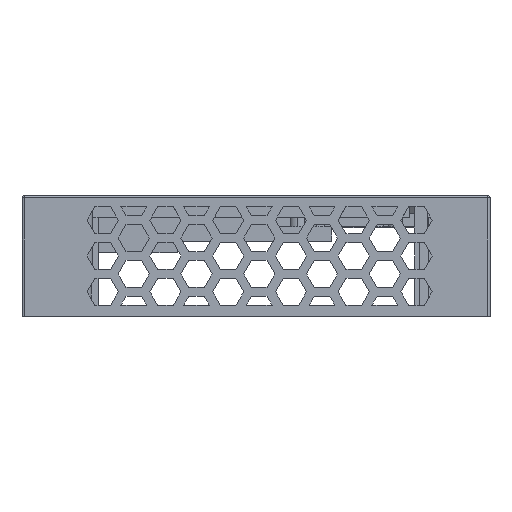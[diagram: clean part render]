
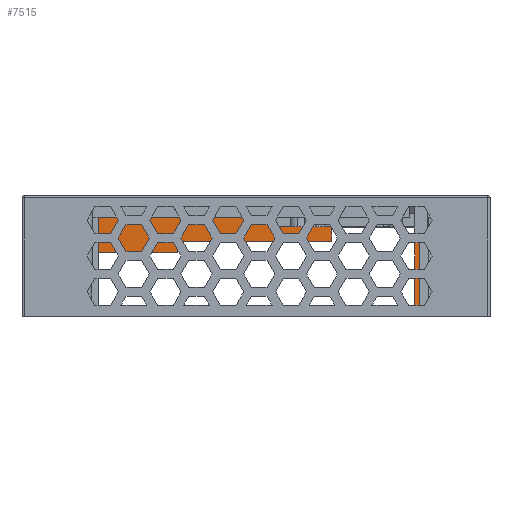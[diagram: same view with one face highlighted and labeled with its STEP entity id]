
A CAD part, left-side view. The second image highlights one B-rep face of the part: STEP entity #7515.
In plain terms, the highlighted planar face has unit normal (-1, 0, 0).
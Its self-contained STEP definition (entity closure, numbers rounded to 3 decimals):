
#224 = CARTESIAN_POINT ( 'NONE',  ( 41.2, 0., 25. ) ) ;
#362 = DIRECTION ( 'NONE',  ( 0., 0., 1. ) ) ;
#548 = EDGE_CURVE ( 'NONE', #602, #19132, #5941, .T. ) ;
#602 = VERTEX_POINT ( 'NONE', #18960 ) ;
#909 = CARTESIAN_POINT ( 'NONE',  ( 41.2, 43.2, 22. ) ) ;
#959 = DIRECTION ( 'NONE',  ( 0., 0., 1. ) ) ;
#1217 = VECTOR ( 'NONE', #20248, 1000. ) ;
#1316 = VERTEX_POINT ( 'NONE', #11538 ) ;
#1566 = EDGE_CURVE ( 'NONE', #21143, #22632, #17946, .T. ) ;
#1606 = VECTOR ( 'NONE', #8311, 1000. ) ;
#1882 = LINE ( 'NONE', #12716, #18184 ) ;
#1919 = VERTEX_POINT ( 'NONE', #21156 ) ;
#1953 = ORIENTED_EDGE ( 'NONE', *, *, #9422, .T. ) ;
#2064 = LINE ( 'NONE', #5521, #5405 ) ;
#2259 = VECTOR ( 'NONE', #12125, 1000. ) ;
#2289 = CARTESIAN_POINT ( 'NONE',  ( 41.2, -12.213, 25. ) ) ;
#2489 = DIRECTION ( 'NONE',  ( 0., 0., -1. ) ) ;
#2554 = CARTESIAN_POINT ( 'NONE',  ( 41.2, 0., 25. ) ) ;
#2638 = EDGE_CURVE ( 'NONE', #22104, #19277, #17398, .T. ) ;
#2760 = DIRECTION ( 'NONE',  ( 0., 0., 1. ) ) ;
#2843 = EDGE_CURVE ( 'NONE', #21219, #14601, #14177, .T. ) ;
#2959 = ORIENTED_EDGE ( 'NONE', *, *, #3592, .T. ) ;
#3340 = VERTEX_POINT ( 'NONE', #19767 ) ;
#3353 = CARTESIAN_POINT ( 'NONE',  ( 41.2, -3.9, 16.8 ) ) ;
#3409 = VECTOR ( 'NONE', #14907, 1000. ) ;
#3573 = EDGE_CURVE ( 'NONE', #19277, #21143, #21666, .T. ) ;
#3592 = EDGE_CURVE ( 'NONE', #3340, #4069, #6264, .T. ) ;
#3991 = VECTOR ( 'NONE', #13000, 1000. ) ;
#4069 = VERTEX_POINT ( 'NONE', #12484 ) ;
#4180 = CARTESIAN_POINT ( 'NONE',  ( 41.2, 48.1, 14.2 ) ) ;
#4215 = VERTEX_POINT ( 'NONE', #17881 ) ;
#4284 = ORIENTED_EDGE ( 'NONE', *, *, #1566, .F. ) ;
#4415 = CARTESIAN_POINT ( 'NONE',  ( 41.2, -22.4, 19.8 ) ) ;
#4427 = ORIENTED_EDGE ( 'NONE', *, *, #2843, .T. ) ;
#4484 = VECTOR ( 'NONE', #7262, 1000. ) ;
#4531 = VECTOR ( 'NONE', #20789, 1000. ) ;
#4795 = CARTESIAN_POINT ( 'NONE',  ( 41.2, -22.4, 0. ) ) ;
#4799 = ORIENTED_EDGE ( 'NONE', *, *, #2638, .F. ) ;
#4988 = CARTESIAN_POINT ( 'NONE',  ( 41.2, 48.1, 25. ) ) ;
#5086 = EDGE_CURVE ( 'NONE', #5315, #21219, #12990, .T. ) ;
#5315 = VERTEX_POINT ( 'NONE', #20711 ) ;
#5405 = VECTOR ( 'NONE', #10699, 1000. ) ;
#5521 = CARTESIAN_POINT ( 'NONE',  ( 41.2, 0., 22. ) ) ;
#5941 = LINE ( 'NONE', #21808, #21293 ) ;
#6082 = VERTEX_POINT ( 'NONE', #6827 ) ;
#6264 = LINE ( 'NONE', #18103, #7840 ) ;
#6635 = ORIENTED_EDGE ( 'NONE', *, *, #22404, .T. ) ;
#6726 = LINE ( 'NONE', #15132, #4531 ) ;
#6827 = CARTESIAN_POINT ( 'NONE',  ( 41.2, 40.2, 25. ) ) ;
#6867 = VECTOR ( 'NONE', #20525, 1000. ) ;
#7262 = DIRECTION ( 'NONE',  ( 0., 1., 0. ) ) ;
#7406 = EDGE_CURVE ( 'NONE', #3340, #602, #14201, .T. ) ;
#7515 = ADVANCED_FACE ( 'NONE', ( #11746 ), #10002, .T. ) ;
#7806 = ORIENTED_EDGE ( 'NONE', *, *, #13638, .F. ) ;
#7840 = VECTOR ( 'NONE', #959, 1000. ) ;
#7960 = DIRECTION ( 'NONE',  ( -1., 0., 0. ) ) ;
#8274 = CARTESIAN_POINT ( 'NONE',  ( 41.2, 0., 25. ) ) ;
#8311 = DIRECTION ( 'NONE',  ( 0., 1., 0. ) ) ;
#8667 = VECTOR ( 'NONE', #2489, 1000. ) ;
#8677 = CARTESIAN_POINT ( 'NONE',  ( 41.2, -3.9, 19.8 ) ) ;
#8758 = EDGE_CURVE ( 'NONE', #16591, #21251, #16924, .T. ) ;
#9133 = LINE ( 'NONE', #10540, #19970 ) ;
#9422 = EDGE_CURVE ( 'NONE', #4215, #19132, #22007, .T. ) ;
#9590 = CARTESIAN_POINT ( 'NONE',  ( 41.2, 43.2, 25. ) ) ;
#10002 = PLANE ( 'NONE',  #19086 ) ;
#10540 = CARTESIAN_POINT ( 'NONE',  ( 41.2, 48.1, -4.826 ) ) ;
#10699 = DIRECTION ( 'NONE',  ( 0., -1., 0. ) ) ;
#11243 = ORIENTED_EDGE ( 'NONE', *, *, #3573, .F. ) ;
#11320 = EDGE_CURVE ( 'NONE', #5315, #1919, #2064, .T. ) ;
#11438 = CARTESIAN_POINT ( 'NONE',  ( 41.2, 30.6, 16.8 ) ) ;
#11538 = CARTESIAN_POINT ( 'NONE',  ( 41.2, 30.6, 14.2 ) ) ;
#11610 = LINE ( 'NONE', #18268, #8667 ) ;
#11709 = DIRECTION ( 'NONE',  ( 0., 0., 1. ) ) ;
#11718 = LINE ( 'NONE', #8274, #19267 ) ;
#11746 = FACE_OUTER_BOUND ( 'NONE', #19749, .T. ) ;
#11769 = ORIENTED_EDGE ( 'NONE', *, *, #8758, .F. ) ;
#12125 = DIRECTION ( 'NONE',  ( 0., 1., 0. ) ) ;
#12484 = CARTESIAN_POINT ( 'NONE',  ( 41.2, -9.213, 25. ) ) ;
#12716 = CARTESIAN_POINT ( 'NONE',  ( 41.2, 48.1, 14.2 ) ) ;
#12990 = LINE ( 'NONE', #909, #1217 ) ;
#12991 = EDGE_CURVE ( 'NONE', #22632, #16591, #6726, .T. ) ;
#13000 = DIRECTION ( 'NONE',  ( 0., -1., 0. ) ) ;
#13280 = DIRECTION ( 'NONE',  ( 0., 1., 0. ) ) ;
#13337 = ORIENTED_EDGE ( 'NONE', *, *, #5086, .T. ) ;
#13418 = VECTOR ( 'NONE', #13280, 1000. ) ;
#13424 = ORIENTED_EDGE ( 'NONE', *, *, #16894, .T. ) ;
#13464 = ORIENTED_EDGE ( 'NONE', *, *, #17602, .F. ) ;
#13500 = CARTESIAN_POINT ( 'NONE',  ( 41.2, -22.4, 0. ) ) ;
#13503 = LINE ( 'NONE', #20760, #6867 ) ;
#13631 = VECTOR ( 'NONE', #17510, 1000. ) ;
#13638 = EDGE_CURVE ( 'NONE', #21251, #1316, #11610, .T. ) ;
#13741 = ORIENTED_EDGE ( 'NONE', *, *, #11320, .F. ) ;
#13925 = CARTESIAN_POINT ( 'NONE',  ( 41.2, -23.4, 0. ) ) ;
#14158 = VECTOR ( 'NONE', #20563, 1000. ) ;
#14177 = LINE ( 'NONE', #224, #4484 ) ;
#14201 = LINE ( 'NONE', #17638, #3991 ) ;
#14260 = EDGE_CURVE ( 'NONE', #15858, #14601, #9133, .T. ) ;
#14601 = VERTEX_POINT ( 'NONE', #4988 ) ;
#14907 = DIRECTION ( 'NONE',  ( 0., 0., 1. ) ) ;
#15132 = CARTESIAN_POINT ( 'NONE',  ( 41.2, -3.9, 16.8 ) ) ;
#15289 = DIRECTION ( 'NONE',  ( 0., 1., 0. ) ) ;
#15544 = ORIENTED_EDGE ( 'NONE', *, *, #22613, .F. ) ;
#15858 = VERTEX_POINT ( 'NONE', #4180 ) ;
#16056 = CARTESIAN_POINT ( 'NONE',  ( 41.2, -3.9, 19.8 ) ) ;
#16591 = VERTEX_POINT ( 'NONE', #3353 ) ;
#16894 = EDGE_CURVE ( 'NONE', #4069, #6082, #11718, .T. ) ;
#16924 = LINE ( 'NONE', #18651, #1606 ) ;
#16983 = CARTESIAN_POINT ( 'NONE',  ( 41.2, -23.4, -4.472 ) ) ;
#17398 = LINE ( 'NONE', #13500, #2259 ) ;
#17510 = DIRECTION ( 'NONE',  ( 0., 1., 0. ) ) ;
#17602 = EDGE_CURVE ( 'NONE', #1919, #6082, #13503, .T. ) ;
#17638 = CARTESIAN_POINT ( 'NONE',  ( 41.2, -9.213, 22. ) ) ;
#17881 = CARTESIAN_POINT ( 'NONE',  ( 41.2, -23.4, 25. ) ) ;
#17946 = LINE ( 'NONE', #8677, #13631 ) ;
#18103 = CARTESIAN_POINT ( 'NONE',  ( 41.2, -9.213, 22. ) ) ;
#18184 = VECTOR ( 'NONE', #19728, 1000. ) ;
#18223 = CARTESIAN_POINT ( 'NONE',  ( 41.2, -22.4, 19.8 ) ) ;
#18268 = CARTESIAN_POINT ( 'NONE',  ( 41.2, 30.6, 14.2 ) ) ;
#18651 = CARTESIAN_POINT ( 'NONE',  ( 41.2, 30.6, 16.8 ) ) ;
#18749 = CARTESIAN_POINT ( 'NONE',  ( 41.2, 0., 27. ) ) ;
#18960 = CARTESIAN_POINT ( 'NONE',  ( 41.2, -12.213, 22. ) ) ;
#19086 = AXIS2_PLACEMENT_3D ( 'NONE', #18749, #7960, #2760 ) ;
#19113 = ORIENTED_EDGE ( 'NONE', *, *, #14260, .F. ) ;
#19132 = VERTEX_POINT ( 'NONE', #2289 ) ;
#19267 = VECTOR ( 'NONE', #15289, 1000. ) ;
#19277 = VERTEX_POINT ( 'NONE', #4795 ) ;
#19728 = DIRECTION ( 'NONE',  ( 0., 1., 0. ) ) ;
#19749 = EDGE_LOOP ( 'NONE', ( #4427, #19113, #15544, #7806, #11769, #19809, #4284, #11243, #4799, #6635, #1953, #22232, #20794, #2959, #13424, #13464, #13741, #13337 ) ) ;
#19767 = CARTESIAN_POINT ( 'NONE',  ( 41.2, -9.213, 22. ) ) ;
#19809 = ORIENTED_EDGE ( 'NONE', *, *, #12991, .F. ) ;
#19970 = VECTOR ( 'NONE', #362, 1000. ) ;
#20248 = DIRECTION ( 'NONE',  ( 0., 0., 1. ) ) ;
#20525 = DIRECTION ( 'NONE',  ( 0., 0., 1. ) ) ;
#20563 = DIRECTION ( 'NONE',  ( 0., 0., 1. ) ) ;
#20711 = CARTESIAN_POINT ( 'NONE',  ( 41.2, 43.2, 22. ) ) ;
#20760 = CARTESIAN_POINT ( 'NONE',  ( 41.2, 40.2, 22. ) ) ;
#20789 = DIRECTION ( 'NONE',  ( 0., 0., -1. ) ) ;
#20794 = ORIENTED_EDGE ( 'NONE', *, *, #7406, .F. ) ;
#20803 = LINE ( 'NONE', #16983, #14158 ) ;
#21143 = VERTEX_POINT ( 'NONE', #18223 ) ;
#21156 = CARTESIAN_POINT ( 'NONE',  ( 41.2, 40.2, 22. ) ) ;
#21219 = VERTEX_POINT ( 'NONE', #9590 ) ;
#21251 = VERTEX_POINT ( 'NONE', #11438 ) ;
#21293 = VECTOR ( 'NONE', #11709, 1000. ) ;
#21666 = LINE ( 'NONE', #4415, #3409 ) ;
#21808 = CARTESIAN_POINT ( 'NONE',  ( 41.2, -12.213, 22. ) ) ;
#22007 = LINE ( 'NONE', #2554, #13418 ) ;
#22104 = VERTEX_POINT ( 'NONE', #13925 ) ;
#22232 = ORIENTED_EDGE ( 'NONE', *, *, #548, .F. ) ;
#22404 = EDGE_CURVE ( 'NONE', #22104, #4215, #20803, .T. ) ;
#22613 = EDGE_CURVE ( 'NONE', #1316, #15858, #1882, .T. ) ;
#22632 = VERTEX_POINT ( 'NONE', #16056 ) ;
